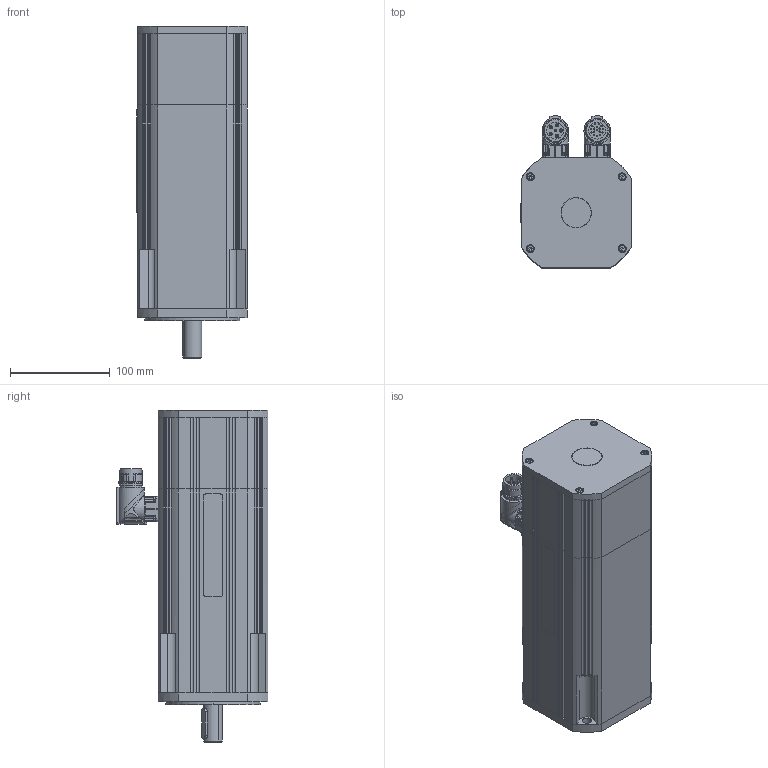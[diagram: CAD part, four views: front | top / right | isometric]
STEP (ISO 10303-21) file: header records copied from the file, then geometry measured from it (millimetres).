
FILE_DESCRIPTION((''),'2;1');
FILE_NAME('FP-1311 + Encoder Stegmann SRS-SRM 50 + Fre Keb 07-18.stp','2012-06-26T12:38:17',('arodrigo'),(''),'Autodesk Inventor 9','Autodesk Inventor 9','');
FILE_SCHEMA(('AUTOMOTIVE_DESIGN { 1 0 10303 214 1 1 1 1 }'));
Length unit declared in the file: millimetre
Products named in the file (1): Pieza1
Bounding box: 110.5 x 152.15 x 332.9 mm (x, y, z)
Volume: 3335844.5 mm3; surface area: 187885.8 mm2
Topology: 1 solids, 22 shells, 1429 faces, 3676 edges, 2212 vertices
Faces by surface type: cylinder 648, plane 459, cone 140, bspline 86, torus 50, sphere 46
Entity records: 44149 total; most frequent: CARTESIAN_POINT 9481, DIRECTION 7694, ORIENTED_EDGE 7104, EDGE_CURVE 3552, AXIS2_PLACEMENT_3D 3035, VERTEX_POINT 2212, VECTOR 1624, LINE 1624
